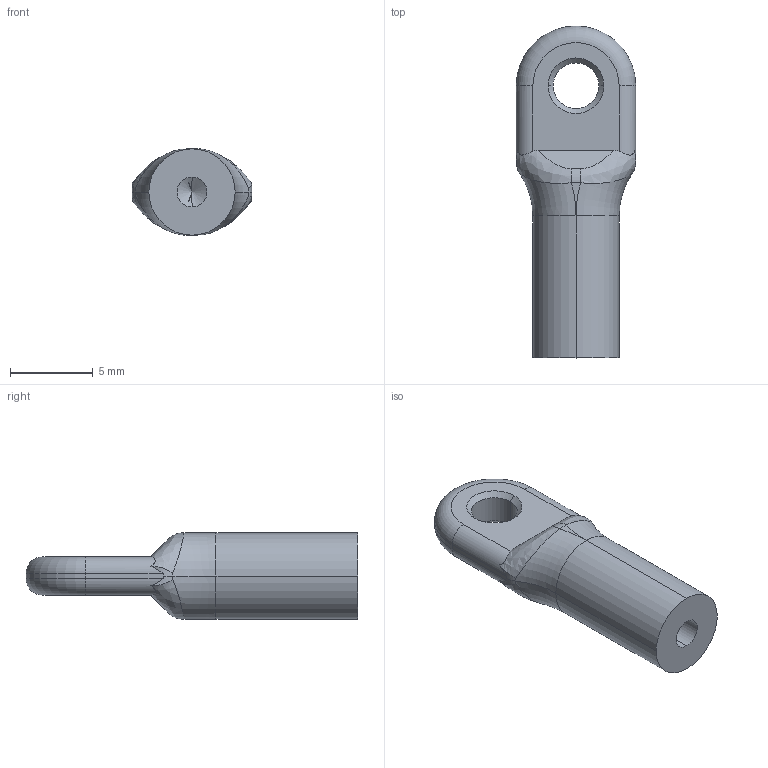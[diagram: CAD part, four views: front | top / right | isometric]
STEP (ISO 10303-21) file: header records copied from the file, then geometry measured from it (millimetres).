
FILE_DESCRIPTION (( 'STEP AP203' ), '1' );
FILE_NAME ('A14_O-20x1,5_1,5.STEP', '2024-02-13T13:20:23', ( '' ), ( '' ), 'SwSTEP 2.0', 'SolidWorks 2019', '' );
FILE_SCHEMA (( 'CONFIG_CONTROL_DESIGN' ));
Length unit declared in the file: millimetre
Products named in the file (1): A14_O-20x1,5_1,5
Bounding box: 7.2 x 20 x 5.2 mm (x, y, z)
Volume: 330.9 mm3; surface area: 433.4 mm2
Topology: 1 solids, 1 shells, 44 faces, 104 edges, 61 vertices
Faces by surface type: cylinder 15, plane 9, bspline 8, cone 6, torus 6
Entity records: 1935 total; most frequent: CARTESIAN_POINT 916, ORIENTED_EDGE 204, DIRECTION 184, EDGE_CURVE 102, AXIS2_PLACEMENT_3D 77, VERTEX_POINT 61, EDGE_LOOP 47, ADVANCED_FACE 44
